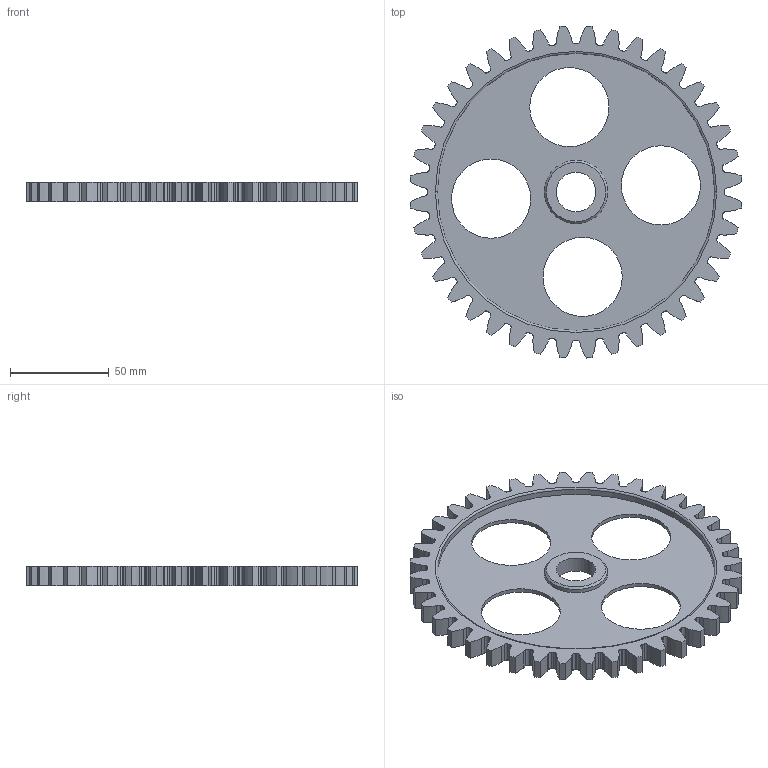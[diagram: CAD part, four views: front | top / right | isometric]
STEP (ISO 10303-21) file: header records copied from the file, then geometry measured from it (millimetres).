
FILE_DESCRIPTION (( 'STEP AP214' ), '1' );
FILE_NAME ('large_gear.step', '2016-08-26T19:30:45', ( '' ), ( '' ), 'SwSTEP 2.0', 'SolidWorks 2015', '' );
FILE_SCHEMA (( 'AUTOMOTIVE_DESIGN' ));
Length unit declared in the file: inch
Products named in the file (1): large_gear
Bounding box: 167.7 x 167.7 x 10 mm (x, y, z)
Volume: 68391.5 mm3; surface area: 44275.3 mm2
Topology: 1 solids, 1 shells, 369 faces, 1081 edges, 718 vertices
Faces by surface type: cylinder 195, bspline 160, plane 6, torus 4, cone 4
Entity records: 17233 total; most frequent: CARTESIAN_POINT 8089, ORIENTED_EDGE 2162, DIRECTION 1583, EDGE_CURVE 1081, VERTEX_POINT 718, AXIS2_PLACEMENT_3D 612, CIRCLE 402, EDGE_LOOP 383
